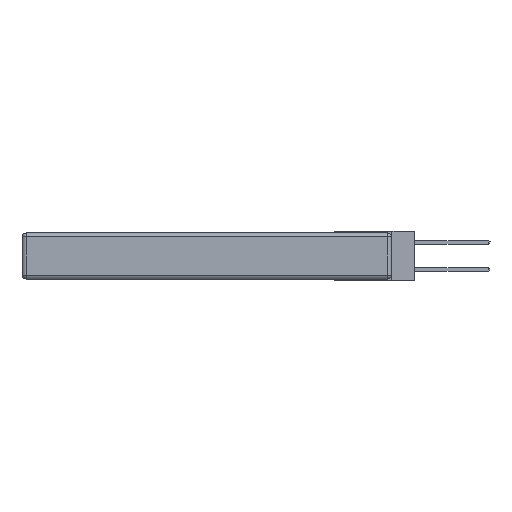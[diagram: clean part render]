
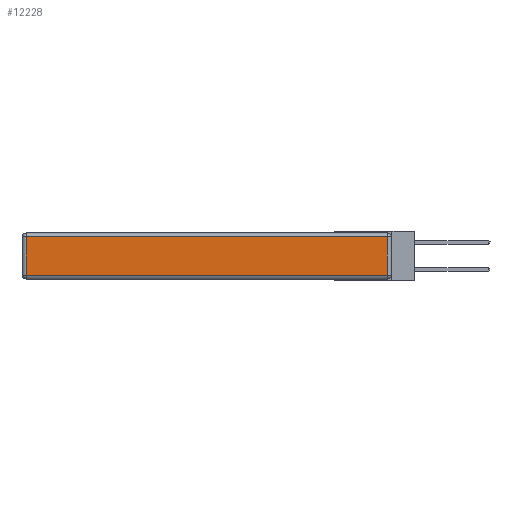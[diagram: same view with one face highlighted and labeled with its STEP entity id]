
A CAD part, left-side view. The second image highlights one B-rep face of the part: STEP entity #12228.
In plain terms, the highlighted planar face has unit normal (-1, 0, 0).
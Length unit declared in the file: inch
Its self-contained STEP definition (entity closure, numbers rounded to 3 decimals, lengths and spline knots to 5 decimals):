
#1165 = VECTOR ( 'NONE', #28187, 39.37008 ) ;
#1619 = LINE ( 'NONE', #2469, #5084 ) ;
#1921 = LINE ( 'NONE', #3790, #1165 ) ;
#2469 = CARTESIAN_POINT ( 'NONE',  ( 0., 0.03, -0.343 ) ) ;
#2648 = EDGE_CURVE ( 'NONE', #20079, #4432, #30571, .T. ) ;
#3790 = CARTESIAN_POINT ( 'NONE',  ( 0., 2.75, -0.03 ) ) ;
#4432 = VERTEX_POINT ( 'NONE', #30983 ) ;
#4511 = EDGE_LOOP ( 'NONE', ( #24192, #26509, #13858, #25090 ) ) ;
#5084 = VECTOR ( 'NONE', #26884, 39.37008 ) ;
#6282 = AXIS2_PLACEMENT_3D ( 'NONE', #28950, #11833, #21876 ) ;
#7484 = CARTESIAN_POINT ( 'NONE',  ( 0., 0.03, -0.03 ) ) ;
#8794 = FACE_OUTER_BOUND ( 'NONE', #4511, .T. ) ;
#11833 = DIRECTION ( 'NONE',  ( -1., 0., 0. ) ) ;
#12022 = CARTESIAN_POINT ( 'NONE',  ( 0., 0.03, -0.313 ) ) ;
#12228 = ADVANCED_FACE ( 'NONE', ( #8794 ), #26787, .T. ) ;
#13858 = ORIENTED_EDGE ( 'NONE', *, *, #28068, .T. ) ;
#14491 = VECTOR ( 'NONE', #25495, 39.37008 ) ;
#14683 = EDGE_CURVE ( 'NONE', #4432, #26881, #20097, .T. ) ;
#18198 = VECTOR ( 'NONE', #18586, 39.37008 ) ;
#18343 = CARTESIAN_POINT ( 'NONE',  ( 0., 2.72, -0.343 ) ) ;
#18586 = DIRECTION ( 'NONE',  ( 0., -1., 0. ) ) ;
#20079 = VERTEX_POINT ( 'NONE', #24513 ) ;
#20097 = LINE ( 'NONE', #23618, #18198 ) ;
#21876 = DIRECTION ( 'NONE',  ( 0., 0., 1. ) ) ;
#23537 = VERTEX_POINT ( 'NONE', #7484 ) ;
#23618 = CARTESIAN_POINT ( 'NONE',  ( 0., 0., -0.313 ) ) ;
#24192 = ORIENTED_EDGE ( 'NONE', *, *, #14683, .T. ) ;
#24480 = EDGE_CURVE ( 'NONE', #26881, #23537, #1619, .T. ) ;
#24513 = CARTESIAN_POINT ( 'NONE',  ( 0., 2.72, -0.03 ) ) ;
#25090 = ORIENTED_EDGE ( 'NONE', *, *, #2648, .T. ) ;
#25495 = DIRECTION ( 'NONE',  ( 0., 0., -1. ) ) ;
#26509 = ORIENTED_EDGE ( 'NONE', *, *, #24480, .T. ) ;
#26787 = PLANE ( 'NONE',  #6282 ) ;
#26881 = VERTEX_POINT ( 'NONE', #12022 ) ;
#26884 = DIRECTION ( 'NONE',  ( 0., 0., 1. ) ) ;
#28068 = EDGE_CURVE ( 'NONE', #23537, #20079, #1921, .T. ) ;
#28187 = DIRECTION ( 'NONE',  ( 0., 1., 0. ) ) ;
#28950 = CARTESIAN_POINT ( 'NONE',  ( 0., 0., -0.343 ) ) ;
#30571 = LINE ( 'NONE', #18343, #14491 ) ;
#30983 = CARTESIAN_POINT ( 'NONE',  ( 0., 2.72, -0.313 ) ) ;
